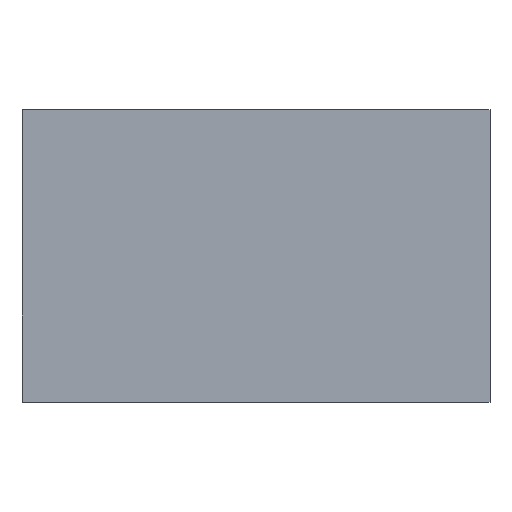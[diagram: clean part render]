
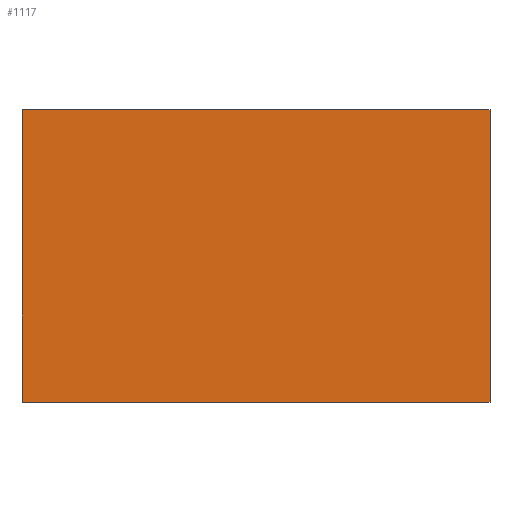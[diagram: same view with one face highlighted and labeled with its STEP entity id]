
A CAD part, top view. The second image highlights one B-rep face of the part: STEP entity #1117.
In plain terms, the highlighted planar face has unit normal (0, 0, 1).
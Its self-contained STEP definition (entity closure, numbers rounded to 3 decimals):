
#108=LINE('',#2169,#202);
#110=LINE('',#2173,#204);
#112=LINE('',#2177,#206);
#114=LINE('',#2180,#208);
#202=VECTOR('',#1296,10.);
#204=VECTOR('',#1300,10.);
#206=VECTOR('',#1304,10.);
#208=VECTOR('',#1308,10.);
#305=FACE_OUTER_BOUND('',#369,.T.);
#369=EDGE_LOOP('',(#1021,#1022,#1023,#1024));
#543=VERTEX_POINT('',#2166);
#544=VERTEX_POINT('',#2168);
#545=VERTEX_POINT('',#2172);
#546=VERTEX_POINT('',#2176);
#702=EDGE_CURVE('',#543,#544,#108,.T.);
#704=EDGE_CURVE('',#544,#545,#110,.T.);
#706=EDGE_CURVE('',#545,#546,#112,.T.);
#708=EDGE_CURVE('',#546,#543,#114,.T.);
#1021=ORIENTED_EDGE('',*,*,#702,.F.);
#1022=ORIENTED_EDGE('',*,*,#708,.F.);
#1023=ORIENTED_EDGE('',*,*,#706,.F.);
#1024=ORIENTED_EDGE('',*,*,#704,.F.);
#1057=PLANE('',#1163);
#1117=ADVANCED_FACE('',(#305),#1057,.T.);
#1163=AXIS2_PLACEMENT_3D('',#2181,#1309,#1310);
#1296=DIRECTION('',(0.,-1.,0.));
#1300=DIRECTION('',(-1.,0.,0.));
#1304=DIRECTION('',(0.,1.,0.));
#1308=DIRECTION('',(1.,0.,0.));
#1309=DIRECTION('center_axis',(0.,0.,1.));
#1310=DIRECTION('ref_axis',(1.,0.,0.));
#2166=CARTESIAN_POINT('',(1.,0.625,0.5));
#2168=CARTESIAN_POINT('',(1.,-0.625,0.5));
#2169=CARTESIAN_POINT('',(1.,0.625,0.5));
#2172=CARTESIAN_POINT('',(-1.,-0.625,0.5));
#2173=CARTESIAN_POINT('',(1.,-0.625,0.5));
#2176=CARTESIAN_POINT('',(-1.,0.625,0.5));
#2177=CARTESIAN_POINT('',(-1.,-0.625,0.5));
#2180=CARTESIAN_POINT('',(-1.,0.625,0.5));
#2181=CARTESIAN_POINT('Origin',(0.,0.,0.5));
